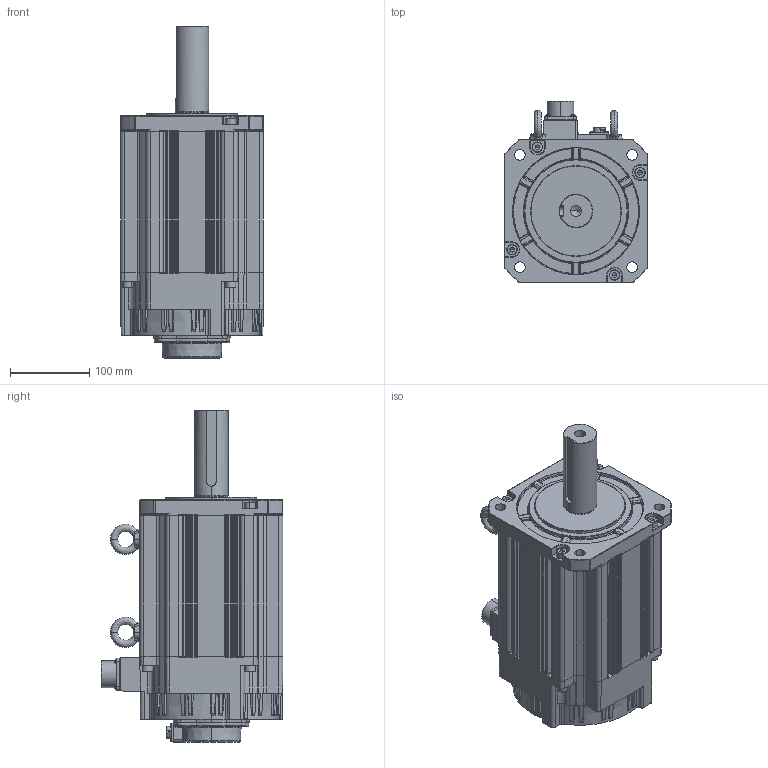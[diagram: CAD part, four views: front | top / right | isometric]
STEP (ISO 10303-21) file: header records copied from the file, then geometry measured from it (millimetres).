
FILE_DESCRIPTION (( 'STEP AP203' ), '1' );
FILE_NAME ('SV-X6MM750H-B4LA.STEP', '2021-10-13T06:32:58', ( 'China' ), ( 'Microsoft' ), 'SwSTEP 2.0', 'SolidWorks 2016', '' );
FILE_SCHEMA (( 'CONFIG_CONTROL_DESIGN' ));
Products named in the file (1): SV-X6MM750H-B4LA
Bounding box: 180 x 228.75 x 418 mm (x, y, z)
Volume: 7995625.6 mm3; surface area: 339689.9 mm2
Topology: 1 solids, 11 shells, 2209 faces, 5728 edges, 3542 vertices
Faces by surface type: plane 840, cylinder 717, cone 308, bspline 199, torus 91, sphere 54
Entity records: 83225 total; most frequent: CARTESIAN_POINT 31385, ORIENTED_EDGE 11288, DIRECTION 10506, EDGE_CURVE 5644, AXIS2_PLACEMENT_3D 4017, VERTEX_POINT 3514, VECTOR 2472, LINE 2472
